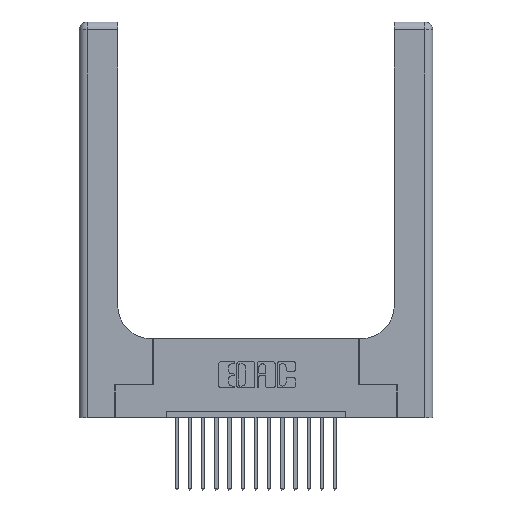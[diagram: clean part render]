
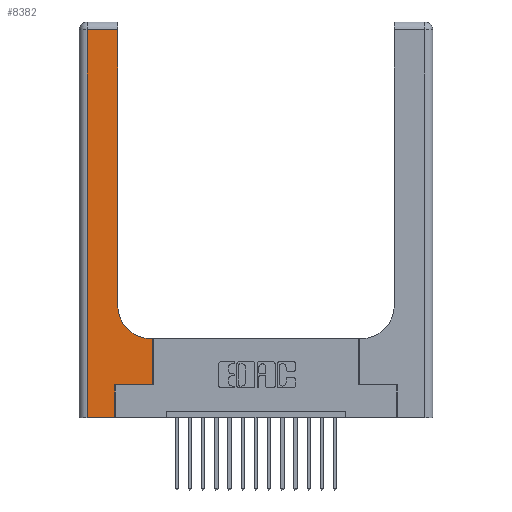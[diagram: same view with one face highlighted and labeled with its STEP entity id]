
A CAD part, top view. The second image highlights one B-rep face of the part: STEP entity #8382.
In plain terms, the highlighted planar face has unit normal (0, 0, 1).
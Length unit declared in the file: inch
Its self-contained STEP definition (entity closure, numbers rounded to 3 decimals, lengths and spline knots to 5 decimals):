
#43 = VERTEX_POINT ( 'NONE', #13715 ) ;
#143 = DIRECTION ( 'NONE',  ( 1., 0., 0. ) ) ;
#167 = EDGE_CURVE ( 'NONE', #2823, #43, #10615, .T. ) ;
#577 = LINE ( 'NONE', #2460, #7381 ) ;
#1233 = VERTEX_POINT ( 'NONE', #15896 ) ;
#1305 = LINE ( 'NONE', #7975, #1534 ) ;
#1484 = CARTESIAN_POINT ( 'NONE',  ( 0., 0., 0.37 ) ) ;
#1507 = CARTESIAN_POINT ( 'NONE',  ( 0.06, 2.94, 0.37 ) ) ;
#1534 = VECTOR ( 'NONE', #3730, 39.37008 ) ;
#1711 = LINE ( 'NONE', #4870, #9231 ) ;
#1828 = VERTEX_POINT ( 'NONE', #16843 ) ;
#1883 = CARTESIAN_POINT ( 'NONE',  ( 0.269, 0.25, 0.37 ) ) ;
#1887 = CARTESIAN_POINT ( 'NONE',  ( 0.2915, 2.94, 0.37 ) ) ;
#2027 = LINE ( 'NONE', #16814, #7472 ) ;
#2356 = CARTESIAN_POINT ( 'NONE',  ( 0.2915, 0.6, 0.37 ) ) ;
#2460 = CARTESIAN_POINT ( 'NONE',  ( 0.269, 0., 0.37 ) ) ;
#2823 = VERTEX_POINT ( 'NONE', #1507 ) ;
#3233 = DIRECTION ( 'NONE',  ( 1., 0., 0. ) ) ;
#3730 = DIRECTION ( 'NONE',  ( 0., 1., 0. ) ) ;
#3771 = ORIENTED_EDGE ( 'NONE', *, *, #11080, .T. ) ;
#4236 = EDGE_CURVE ( 'NONE', #17150, #2823, #1711, .T. ) ;
#4374 = DIRECTION ( 'NONE',  ( 0., -1., 0. ) ) ;
#4870 = CARTESIAN_POINT ( 'NONE',  ( 0., 2.94, 0.37 ) ) ;
#5063 = EDGE_CURVE ( 'NONE', #13384, #9352, #577, .T. ) ;
#5770 = AXIS2_PLACEMENT_3D ( 'NONE', #15192, #15063, #7920 ) ;
#6312 = CARTESIAN_POINT ( 'NONE',  ( 0., 3., 0.37 ) ) ;
#6754 = VECTOR ( 'NONE', #4374, 39.37008 ) ;
#7381 = VECTOR ( 'NONE', #17059, 39.37008 ) ;
#7472 = VECTOR ( 'NONE', #9541, 39.37008 ) ;
#7920 = DIRECTION ( 'NONE',  ( 1., 0., 0. ) ) ;
#7975 = CARTESIAN_POINT ( 'NONE',  ( 0.5585, 0.25, 0.37 ) ) ;
#7989 = FACE_OUTER_BOUND ( 'NONE', #10038, .T. ) ;
#8375 = ORIENTED_EDGE ( 'NONE', *, *, #17515, .T. ) ;
#8382 = ADVANCED_FACE ( 'NONE', ( #7989 ), #15107, .F. ) ;
#8939 = CARTESIAN_POINT ( 'NONE',  ( 0.06, 3., 0.37 ) ) ;
#9231 = VECTOR ( 'NONE', #16464, 39.37008 ) ;
#9306 = CARTESIAN_POINT ( 'NONE',  ( 0.269, 0.25, 0.37 ) ) ;
#9352 = VERTEX_POINT ( 'NONE', #9306 ) ;
#9494 = EDGE_CURVE ( 'NONE', #1828, #1233, #14803, .T. ) ;
#9541 = DIRECTION ( 'NONE',  ( 0., 1., 0. ) ) ;
#9754 = VECTOR ( 'NONE', #3233, 39.37008 ) ;
#9816 = EDGE_CURVE ( 'NONE', #18678, #17150, #2027, .T. ) ;
#10004 = VECTOR ( 'NONE', #15485, 39.37008 ) ;
#10038 = EDGE_LOOP ( 'NONE', ( #12080, #15649, #10739, #8375, #17098, #3771, #14498, #16151, #10769 ) ) ;
#10401 = CARTESIAN_POINT ( 'NONE',  ( 0.5585, 0.25, 0.37 ) ) ;
#10615 = LINE ( 'NONE', #8939, #6754 ) ;
#10702 = EDGE_CURVE ( 'NONE', #15780, #1828, #1305, .T. ) ;
#10739 = ORIENTED_EDGE ( 'NONE', *, *, #167, .T. ) ;
#10769 = ORIENTED_EDGE ( 'NONE', *, *, #17772, .T. ) ;
#11080 = EDGE_CURVE ( 'NONE', #9352, #15780, #13636, .T. ) ;
#11204 = LINE ( 'NONE', #1484, #13264 ) ;
#12080 = ORIENTED_EDGE ( 'NONE', *, *, #9816, .T. ) ;
#13033 = CARTESIAN_POINT ( 'NONE',  ( 0.2915, 0.85, 0.37 ) ) ;
#13264 = VECTOR ( 'NONE', #143, 39.37008 ) ;
#13384 = VERTEX_POINT ( 'NONE', #18583 ) ;
#13636 = LINE ( 'NONE', #1883, #9754 ) ;
#13715 = CARTESIAN_POINT ( 'NONE',  ( 0.06, 0., 0.37 ) ) ;
#14498 = ORIENTED_EDGE ( 'NONE', *, *, #10702, .T. ) ;
#14803 = LINE ( 'NONE', #2356, #10004 ) ;
#15047 = DIRECTION ( 'NONE',  ( -1., 0., 0. ) ) ;
#15063 = DIRECTION ( 'NONE',  ( 0., 0., -1. ) ) ;
#15107 = PLANE ( 'NONE',  #18707 ) ;
#15192 = CARTESIAN_POINT ( 'NONE',  ( 0.5415, 0.85, 0.37 ) ) ;
#15321 = CIRCLE ( 'NONE', #5770, 0.25 ) ;
#15485 = DIRECTION ( 'NONE',  ( -1., 0., 0. ) ) ;
#15649 = ORIENTED_EDGE ( 'NONE', *, *, #4236, .T. ) ;
#15780 = VERTEX_POINT ( 'NONE', #10401 ) ;
#15896 = CARTESIAN_POINT ( 'NONE',  ( 0.5415, 0.6, 0.37 ) ) ;
#16151 = ORIENTED_EDGE ( 'NONE', *, *, #9494, .T. ) ;
#16464 = DIRECTION ( 'NONE',  ( -1., 0., 0. ) ) ;
#16814 = CARTESIAN_POINT ( 'NONE',  ( 0.2915, 3., 0.37 ) ) ;
#16843 = CARTESIAN_POINT ( 'NONE',  ( 0.5585, 0.6, 0.37 ) ) ;
#17059 = DIRECTION ( 'NONE',  ( 0., 1., 0. ) ) ;
#17098 = ORIENTED_EDGE ( 'NONE', *, *, #5063, .T. ) ;
#17150 = VERTEX_POINT ( 'NONE', #1887 ) ;
#17515 = EDGE_CURVE ( 'NONE', #43, #13384, #11204, .T. ) ;
#17772 = EDGE_CURVE ( 'NONE', #1233, #18678, #15321, .T. ) ;
#18048 = DIRECTION ( 'NONE',  ( 0., 0., -1. ) ) ;
#18583 = CARTESIAN_POINT ( 'NONE',  ( 0.269, 0., 0.37 ) ) ;
#18678 = VERTEX_POINT ( 'NONE', #13033 ) ;
#18707 = AXIS2_PLACEMENT_3D ( 'NONE', #6312, #18048, #15047 ) ;
